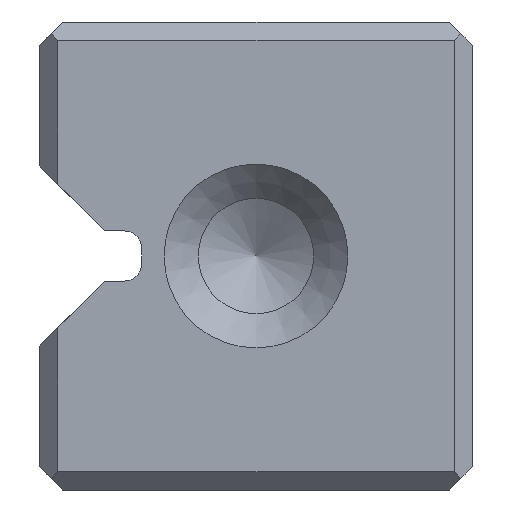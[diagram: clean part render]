
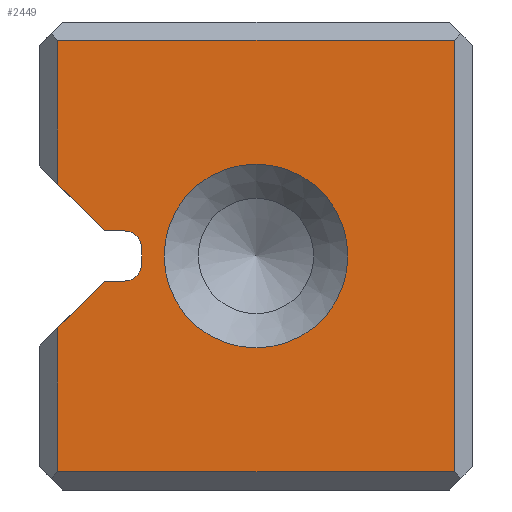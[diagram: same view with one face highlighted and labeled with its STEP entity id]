
A CAD part, left-side view. The second image highlights one B-rep face of the part: STEP entity #2449.
In plain terms, the highlighted planar face has unit normal (-1, 0, 0).
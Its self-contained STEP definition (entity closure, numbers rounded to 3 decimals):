
#2449=ADVANCED_FACE('',(#3317,#3318),#2812,.T.);
#2812=PLANE('',#8551);
#3052=CIRCLE('',#8548,1.);
#3053=CIRCLE('',#8549,1.);
#3054=CIRCLE('',#8550,5.5);
#3317=FACE_BOUND('',#3471,.T.);
#3318=FACE_BOUND('',#3472,.T.);
#3471=EDGE_LOOP('',(#4133,#4134,#4135,#4136,#4137,#4138,#4139,#4140,#4141,
#4142,#4143,#4144));
#3472=EDGE_LOOP('',(#4145));
#4133=ORIENTED_EDGE('',*,*,#6553,.T.);
#4134=ORIENTED_EDGE('',*,*,#6554,.T.);
#4135=ORIENTED_EDGE('',*,*,#6555,.T.);
#4136=ORIENTED_EDGE('',*,*,#6556,.T.);
#4137=ORIENTED_EDGE('',*,*,#6557,.T.);
#4138=ORIENTED_EDGE('',*,*,#6558,.T.);
#4139=ORIENTED_EDGE('',*,*,#6559,.T.);
#4140=ORIENTED_EDGE('',*,*,#6560,.T.);
#4141=ORIENTED_EDGE('',*,*,#6561,.T.);
#4142=ORIENTED_EDGE('',*,*,#6562,.T.);
#4143=ORIENTED_EDGE('',*,*,#6563,.T.);
#4144=ORIENTED_EDGE('',*,*,#6564,.F.);
#4145=ORIENTED_EDGE('',*,*,#6565,.F.);
#5933=VERTEX_POINT('',#10913);
#5934=VERTEX_POINT('',#10914);
#5935=VERTEX_POINT('',#10916);
#5936=VERTEX_POINT('',#10918);
#5937=VERTEX_POINT('',#10920);
#5938=VERTEX_POINT('',#10922);
#5939=VERTEX_POINT('',#10924);
#5940=VERTEX_POINT('',#10926);
#5941=VERTEX_POINT('',#10928);
#5942=VERTEX_POINT('',#10930);
#5943=VERTEX_POINT('',#10932);
#5944=VERTEX_POINT('',#10934);
#5945=VERTEX_POINT('',#10937);
#6553=EDGE_CURVE('',#5933,#5934,#7369,.T.);
#6554=EDGE_CURVE('',#5934,#5935,#7370,.T.);
#6555=EDGE_CURVE('',#5935,#5936,#7371,.T.);
#6556=EDGE_CURVE('',#5936,#5937,#7372,.T.);
#6557=EDGE_CURVE('',#5937,#5938,#7373,.T.);
#6558=EDGE_CURVE('',#5938,#5939,#7374,.T.);
#6559=EDGE_CURVE('',#5939,#5940,#7375,.T.);
#6560=EDGE_CURVE('',#5940,#5941,#7376,.T.);
#6561=EDGE_CURVE('',#5941,#5942,#3052,.T.);
#6562=EDGE_CURVE('',#5942,#5943,#7377,.T.);
#6563=EDGE_CURVE('',#5943,#5944,#3053,.T.);
#6564=EDGE_CURVE('',#5933,#5944,#7378,.T.);
#6565=EDGE_CURVE('',#5945,#5945,#3054,.T.);
#7369=LINE('',#10912,#8031);
#7370=LINE('',#10915,#8032);
#7371=LINE('',#10917,#8033);
#7372=LINE('',#10919,#8034);
#7373=LINE('',#10921,#8035);
#7374=LINE('',#10923,#8036);
#7375=LINE('',#10925,#8037);
#7376=LINE('',#10927,#8038);
#7377=LINE('',#10931,#8039);
#7378=LINE('',#10935,#8040);
#8031=VECTOR('',#9045,1.);
#8032=VECTOR('',#9046,1.);
#8033=VECTOR('',#9047,1.);
#8034=VECTOR('',#9048,1.);
#8035=VECTOR('',#9049,1.);
#8036=VECTOR('',#9050,1.);
#8037=VECTOR('',#9051,1.);
#8038=VECTOR('',#9052,1.);
#8039=VECTOR('',#9055,1.);
#8040=VECTOR('',#9058,1.);
#8548=AXIS2_PLACEMENT_3D('',#10929,#9053,#9054);
#8549=AXIS2_PLACEMENT_3D('',#10933,#9056,#9057);
#8550=AXIS2_PLACEMENT_3D('',#10936,#9059,#9060);
#8551=AXIS2_PLACEMENT_3D('',#10938,#9061,#9062);
#9045=DIRECTION('',(0.,0.707,-0.707));
#9046=DIRECTION('',(0.,0.,-1.));
#9047=DIRECTION('',(0.,-1.,0.));
#9048=DIRECTION('',(0.,0.,1.));
#9049=DIRECTION('',(0.,1.,0.));
#9050=DIRECTION('',(0.,0.,-1.));
#9051=DIRECTION('',(0.,-0.707,-0.707));
#9052=DIRECTION('',(0.,-1.,0.));
#9053=DIRECTION('',(1.,0.,0.));
#9054=DIRECTION('',(0.,0.,1.));
#9055=DIRECTION('',(0.,0.,-1.));
#9056=DIRECTION('',(1.,0.,0.));
#9057=DIRECTION('',(0.,0.,1.));
#9058=DIRECTION('',(0.,-1.,0.));
#9059=DIRECTION('',(-1.,0.,0.));
#9060=DIRECTION('',(0.,0.,1.));
#9061=DIRECTION('',(-1.,0.,0.));
#9062=DIRECTION('',(0.,1.,0.));
#10912=CARTESIAN_POINT('',(-600.,22.662,11.862));
#10913=CARTESIAN_POINT('',(-600.,34.42,0.105));
#10914=CARTESIAN_POINT('',(-600.,37.205,-2.68));
#10915=CARTESIAN_POINT('',(-600.,37.205,1.605));
#10916=CARTESIAN_POINT('',(-600.,37.205,-11.295));
#10917=CARTESIAN_POINT('',(-600.,12.405,-11.295));
#10918=CARTESIAN_POINT('',(-600.,13.505,-11.295));
#10919=CARTESIAN_POINT('',(-600.,13.505,1.605));
#10920=CARTESIAN_POINT('',(-600.,13.505,14.505));
#10921=CARTESIAN_POINT('',(-600.,12.405,14.505));
#10922=CARTESIAN_POINT('',(-600.,37.205,14.505));
#10923=CARTESIAN_POINT('',(-600.,37.205,1.605));
#10924=CARTESIAN_POINT('',(-600.,37.205,5.89));
#10925=CARTESIAN_POINT('',(-600.,22.662,-8.652));
#10926=CARTESIAN_POINT('',(-600.,34.42,3.105));
#10927=CARTESIAN_POINT('',(-600.,32.205,3.105));
#10928=CARTESIAN_POINT('',(-600.,33.205,3.105));
#10929=CARTESIAN_POINT('',(-600.,33.205,2.105));
#10930=CARTESIAN_POINT('',(-600.,32.205,2.105));
#10931=CARTESIAN_POINT('',(-600.,32.205,3.105));
#10932=CARTESIAN_POINT('',(-600.,32.205,1.105));
#10933=CARTESIAN_POINT('',(-600.,33.205,1.105));
#10934=CARTESIAN_POINT('',(-600.,33.205,0.105));
#10935=CARTESIAN_POINT('',(-600.,32.205,0.105));
#10936=CARTESIAN_POINT('',(-600.,25.355,1.605));
#10937=CARTESIAN_POINT('',(-600.,25.355,7.105));
#10938=CARTESIAN_POINT('',(-600.,12.405,1.605));
